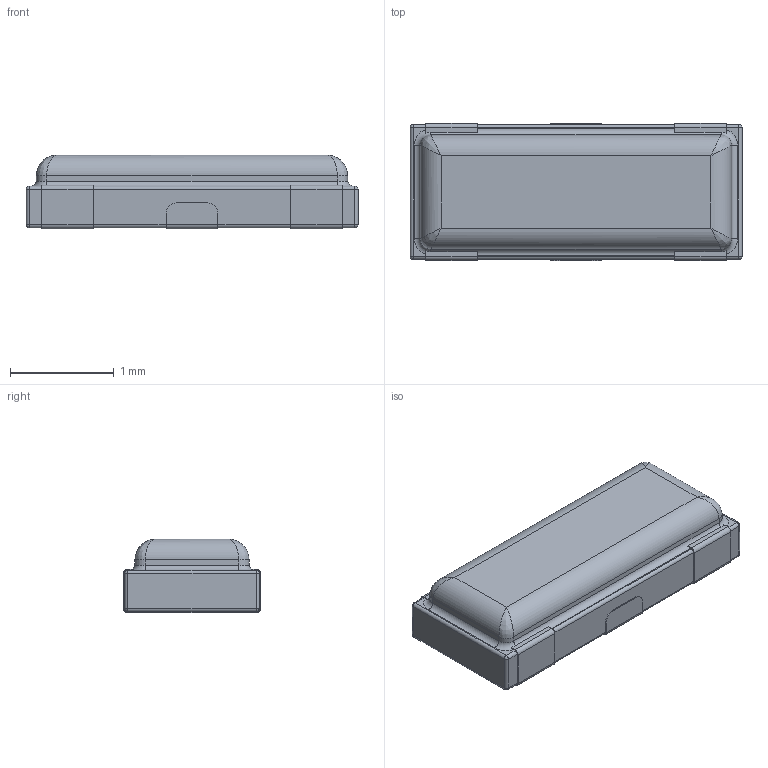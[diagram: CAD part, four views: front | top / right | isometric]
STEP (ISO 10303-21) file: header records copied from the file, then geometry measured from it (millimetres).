
FILE_DESCRIPTION(/* description */ (''),/* implementation_level */ '2;1');
FILE_NAME(/* name */ 'CSTCE8M00G55-R0.step',/* time_stamp */ '2019-09-23T15:43:05-05:00',/* author */ (''),/* organization */ (''),/* preprocessor_version */ 'ST-DEVELOPER v18',/* originating_system */ 'Autodesk Translation Framework v8.6.0.1094',/* authorisation */ '');
FILE_SCHEMA (('AUTOMOTIVE_DESIGN { 1 0 10303 214 3 1 1 }'));
Length unit declared in the file: millimetre
Products named in the file (1): 8MHz
Bounding box: 3.2 x 1.32 x 0.71 mm (x, y, z)
Volume: 2.6 mm3; surface area: 13.4 mm2
Topology: 1 solids, 1 shells, 106 faces, 280 edges, 164 vertices
Faces by surface type: cylinder 48, plane 42, sphere 8, bspline 4, torus 4
Entity records: 3652 total; most frequent: CARTESIAN_POINT 931, DIRECTION 570, ORIENTED_EDGE 536, EDGE_CURVE 268, AXIS2_PLACEMENT_3D 207, VERTEX_POINT 164, LINE 156, VECTOR 156
